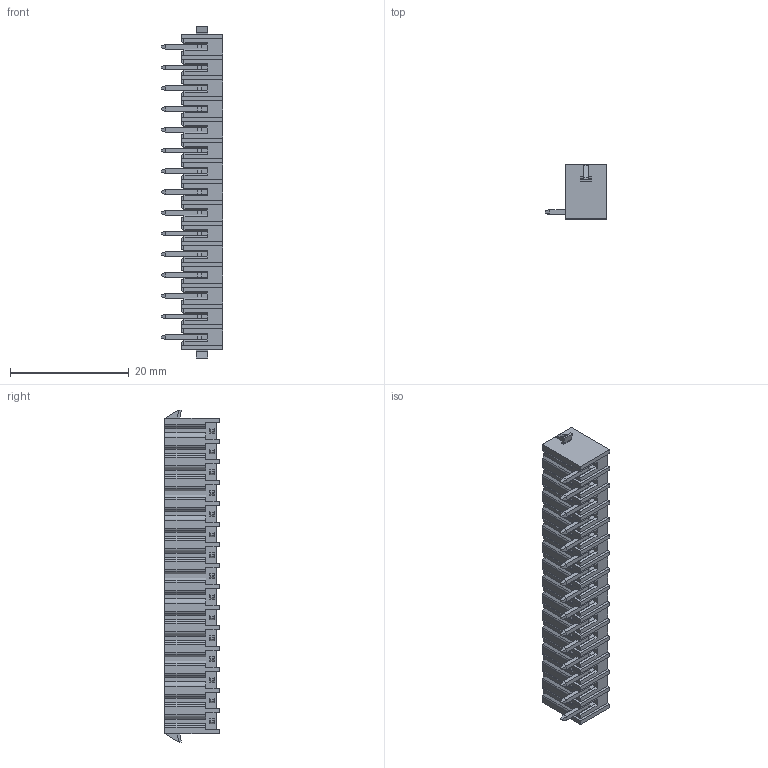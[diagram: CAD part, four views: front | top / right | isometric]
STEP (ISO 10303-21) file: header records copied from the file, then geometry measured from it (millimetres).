
FILE_DESCRIPTION((''),'2;1');
FILE_NAME('PRT0002','2024-10-12T',('sheji'),(''),'PRO/ENGINEER BY PARAMETRIC TECHNOLOGY CORPORATION, 2015240','PRO/ENGINEER BY PARAMETRIC TECHNOLOGY CORPORATION, 2015240','');
FILE_SCHEMA(('CONFIG_CONTROL_DESIGN'));
Length unit declared in the file: millimetre
Products named in the file (1): PRT0002
Bounding box: 10.4 x 9.2 x 56 mm (x, y, z)
Volume: 1512.6 mm3; surface area: 4803.3 mm2
Topology: 16 solids, 16 shells, 958 faces, 2547 edges, 1668 vertices
Faces by surface type: plane 776, cylinder 152, cone 30
Entity records: 29382 total; most frequent: CARTESIAN_POINT 5518, ORIENTED_EDGE 5094, DIRECTION 4621, EDGE_CURVE 2547, VECTOR 2149, LINE 2149, VERTEX_POINT 1668, AXIS2_PLACEMENT_3D 1236
